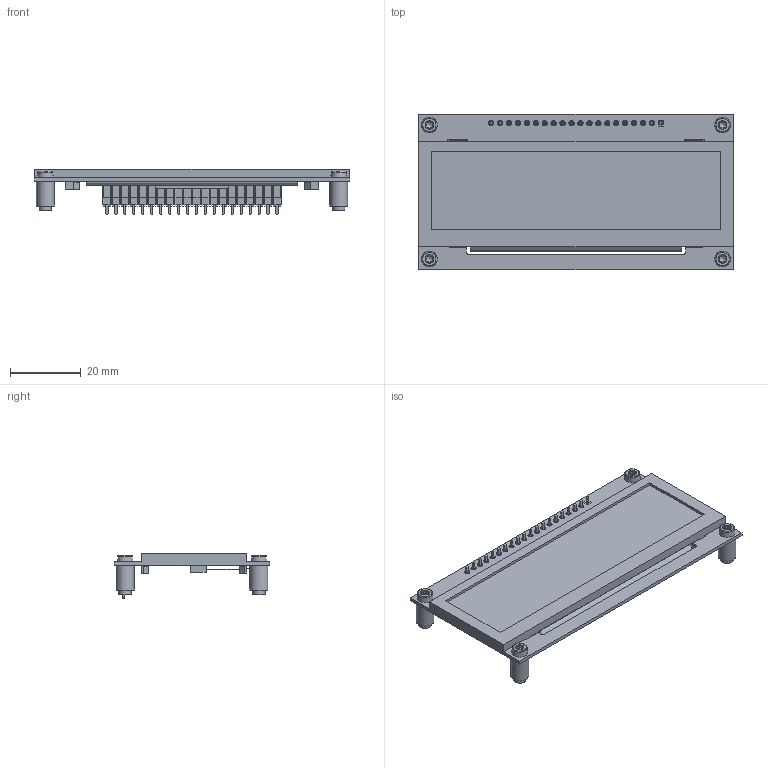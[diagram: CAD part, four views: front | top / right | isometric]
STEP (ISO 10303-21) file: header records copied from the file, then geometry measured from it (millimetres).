
FILE_DESCRIPTION(/* description */ (''),/* implementation_level */ '2;1');
FILE_NAME(/* name */ 'NHD-3.12-assy v5.step',/* time_stamp */ '2021-02-02T11:12:21+01:00',/* author */ (''),/* organization */ (''),/* preprocessor_version */ 'ST-DEVELOPER v18.1',/* originating_system */ 'Autodesk Translation Framework v9.7.1.1290',/* authorisation */ '');
FILE_SCHEMA (('AUTOMOTIVE_DESIGN { 1 0 10303 214 3 1 1 }'));
Length unit declared in the file: millimetre
Products named in the file (10): NHD-3.12-assy; NHD-3.12-25664UCxx; SLW-120-01-G-S; _SLW-120-01-S_socket; _C-28-01-20-S; TSW-120-06-G-S; _TSW-120-06-G-S_body; _T-1S6-18-TSW-1-06-20-S; 9774070151 (rev1); WUERTH 400225 6 cheese head screw ISO 14580 2.5x6 Blank
Assembly tree (15 placements, depth 3):
  NHD-3.12-assy
    NHD-3.12-25664UCxx
    SLW-120-01-G-S
      _SLW-120-01-S_socket
      _C-28-01-20-S
    TSW-120-06-G-S
      _TSW-120-06-G-S_body
      _T-1S6-18-TSW-1-06-20-S
    9774070151 (rev1)  x4
    WUERTH 400225 6 cheese head screw ISO 14580 2.5x6 Blank  x4
Bounding box: 89.2 x 44 x 13.04 mm (x, y, z)
Volume: 10988.5 mm3; surface area: 14964.2 mm2
Topology: 14 solids, 14 shells, 2020 faces, 5070 edges, 3236 vertices
Faces by surface type: plane 1842, cylinder 136, cone 32, torus 8, bspline 2
Full cylindrical faces by diameter (mm): 1 x20, 1.5 x38, 2.013 x4, 2.5 x8, 3.5 x12, 5.1 x4
Entity records: 58344 total; most frequent: CARTESIAN_POINT 10186, ORIENTED_EDGE 9610, DIRECTION 8800, EDGE_CURVE 4805, LINE 4588, VECTOR 4588, VERTEX_POINT 3068, EDGE_LOOP 2155
